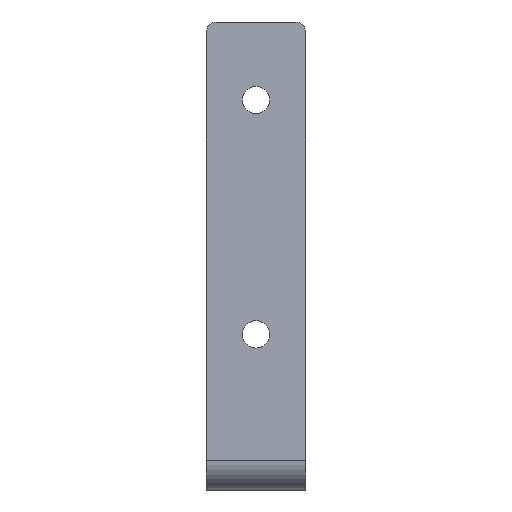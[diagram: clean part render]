
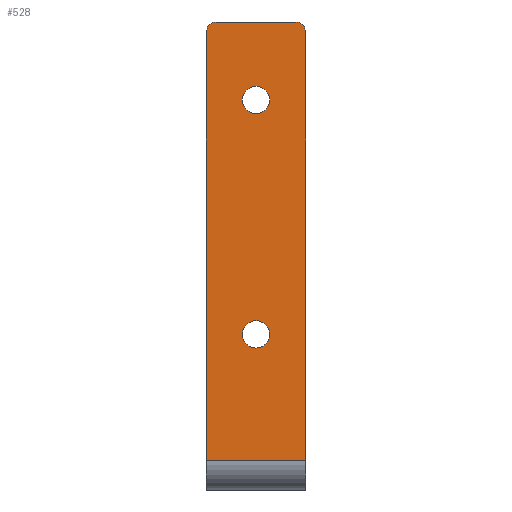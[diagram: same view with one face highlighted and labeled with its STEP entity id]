
A CAD part, left-side view. The second image highlights one B-rep face of the part: STEP entity #528.
In plain terms, the highlighted planar face has unit normal (-1, 0, 0).
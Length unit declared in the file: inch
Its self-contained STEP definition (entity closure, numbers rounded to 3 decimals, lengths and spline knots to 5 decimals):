
#7 = CARTESIAN_POINT ( 'NONE',  ( 0., 0., 0.71567 ) ) ;
#14 = VERTEX_POINT ( 'NONE', #756 ) ;
#29 = CIRCLE ( 'NONE', #385, 0.0689 ) ;
#87 = DIRECTION ( 'NONE',  ( 0., 0., 1. ) ) ;
#96 = VERTEX_POINT ( 'NONE', #225 ) ;
#99 = EDGE_LOOP ( 'NONE', ( #179, #219 ) ) ;
#120 = AXIS2_PLACEMENT_3D ( 'NONE', #296, #362, #371 ) ;
#123 = CIRCLE ( 'NONE', #339, 0.05 ) ;
#143 = AXIS2_PLACEMENT_3D ( 'NONE', #422, #805, #975 ) ;
#151 = DIRECTION ( 'NONE',  ( 0., 0., -1. ) ) ;
#157 = EDGE_LOOP ( 'NONE', ( #625, #881 ) ) ;
#163 = CARTESIAN_POINT ( 'NONE',  ( 0., -0.25, 2.35938 ) ) ;
#175 = FACE_BOUND ( 'NONE', #99, .T. ) ;
#176 = CARTESIAN_POINT ( 'NONE',  ( 0., 0., 1.96567 ) ) ;
#179 = ORIENTED_EDGE ( 'NONE', *, *, #787, .F. ) ;
#180 = LINE ( 'NONE', #406, #935 ) ;
#181 = EDGE_CURVE ( 'NONE', #1007, #14, #229, .T. ) ;
#192 = VERTEX_POINT ( 'NONE', #865 ) ;
#210 = DIRECTION ( 'NONE',  ( -1., 0., 0. ) ) ;
#215 = FACE_BOUND ( 'NONE', #157, .T. ) ;
#217 = ORIENTED_EDGE ( 'NONE', *, *, #363, .F. ) ;
#219 = ORIENTED_EDGE ( 'NONE', *, *, #606, .F. ) ;
#225 = CARTESIAN_POINT ( 'NONE',  ( 0., 0., 2.03457 ) ) ;
#229 = LINE ( 'NONE', #163, #923 ) ;
#231 = AXIS2_PLACEMENT_3D ( 'NONE', #176, #697, #313 ) ;
#257 = EDGE_CURVE ( 'NONE', #96, #911, #364, .T. ) ;
#265 = VERTEX_POINT ( 'NONE', #500 ) ;
#267 = CIRCLE ( 'NONE', #120, 0.05 ) ;
#296 = CARTESIAN_POINT ( 'NONE',  ( 0., 0.2, 2.30938 ) ) ;
#313 = DIRECTION ( 'NONE',  ( 0., 0., 1. ) ) ;
#315 = DIRECTION ( 'NONE',  ( 0., 0., -1. ) ) ;
#317 = LINE ( 'NONE', #611, #751 ) ;
#339 = AXIS2_PLACEMENT_3D ( 'NONE', #526, #922, #1003 ) ;
#362 = DIRECTION ( 'NONE',  ( -1., 0., 0. ) ) ;
#363 = EDGE_CURVE ( 'NONE', #265, #648, #485, .T. ) ;
#364 = CIRCLE ( 'NONE', #143, 0.0689 ) ;
#371 = DIRECTION ( 'NONE',  ( 0., 0., 1. ) ) ;
#385 = AXIS2_PLACEMENT_3D ( 'NONE', #619, #465, #784 ) ;
#394 = DIRECTION ( 'NONE',  ( -1., 0., 0. ) ) ;
#406 = CARTESIAN_POINT ( 'NONE',  ( 0., 0.25, 0.15 ) ) ;
#422 = CARTESIAN_POINT ( 'NONE',  ( 0., 0., 1.96567 ) ) ;
#425 = DIRECTION ( 'NONE',  ( 0., -1., 0. ) ) ;
#442 = DIRECTION ( 'NONE',  ( 0., 0., 1. ) ) ;
#465 = DIRECTION ( 'NONE',  ( -1., 0., 0. ) ) ;
#466 = CARTESIAN_POINT ( 'NONE',  ( 0., 0.25, 2.35938 ) ) ;
#485 = LINE ( 'NONE', #723, #523 ) ;
#496 = ORIENTED_EDGE ( 'NONE', *, *, #659, .T. ) ;
#500 = CARTESIAN_POINT ( 'NONE',  ( 0., 0.2, 2.35938 ) ) ;
#501 = CARTESIAN_POINT ( 'NONE',  ( 0., -0.25, 2.30938 ) ) ;
#518 = VERTEX_POINT ( 'NONE', #7 ) ;
#521 = CARTESIAN_POINT ( 'NONE',  ( 0., -0.2, 2.35938 ) ) ;
#523 = VECTOR ( 'NONE', #425, 39.37008 ) ;
#526 = CARTESIAN_POINT ( 'NONE',  ( 0., -0.2, 2.30938 ) ) ;
#528 = ADVANCED_FACE ( 'NONE', ( #215, #821, #175 ), #863, .T. ) ;
#568 = CARTESIAN_POINT ( 'NONE',  ( 0., 0.25, 0.15 ) ) ;
#580 = CIRCLE ( 'NONE', #637, 0.0689 ) ;
#606 = EDGE_CURVE ( 'NONE', #192, #518, #580, .T. ) ;
#611 = CARTESIAN_POINT ( 'NONE',  ( 0., 0.25, 2.35938 ) ) ;
#619 = CARTESIAN_POINT ( 'NONE',  ( 0., 0., 0.78457 ) ) ;
#625 = ORIENTED_EDGE ( 'NONE', *, *, #824, .F. ) ;
#637 = AXIS2_PLACEMENT_3D ( 'NONE', #1006, #210, #442 ) ;
#641 = DIRECTION ( 'NONE',  ( 0., -1., 0. ) ) ;
#648 = VERTEX_POINT ( 'NONE', #521 ) ;
#656 = EDGE_CURVE ( 'NONE', #775, #929, #317, .T. ) ;
#659 = EDGE_CURVE ( 'NONE', #1007, #648, #123, .T. ) ;
#691 = EDGE_CURVE ( 'NONE', #265, #775, #267, .T. ) ;
#697 = DIRECTION ( 'NONE',  ( -1., 0., 0. ) ) ;
#723 = CARTESIAN_POINT ( 'NONE',  ( 0., 0.25, 2.35938 ) ) ;
#732 = EDGE_LOOP ( 'NONE', ( #789, #496, #217, #763, #831, #754 ) ) ;
#751 = VECTOR ( 'NONE', #151, 39.37008 ) ;
#754 = ORIENTED_EDGE ( 'NONE', *, *, #771, .T. ) ;
#756 = CARTESIAN_POINT ( 'NONE',  ( 0., -0.25, 0.15 ) ) ;
#763 = ORIENTED_EDGE ( 'NONE', *, *, #691, .T. ) ;
#771 = EDGE_CURVE ( 'NONE', #929, #14, #180, .T. ) ;
#775 = VERTEX_POINT ( 'NONE', #954 ) ;
#784 = DIRECTION ( 'NONE',  ( 0., 0., 1. ) ) ;
#785 = CIRCLE ( 'NONE', #231, 0.0689 ) ;
#787 = EDGE_CURVE ( 'NONE', #518, #192, #29, .T. ) ;
#789 = ORIENTED_EDGE ( 'NONE', *, *, #181, .F. ) ;
#805 = DIRECTION ( 'NONE',  ( -1., 0., 0. ) ) ;
#821 = FACE_OUTER_BOUND ( 'NONE', #732, .T. ) ;
#822 = CARTESIAN_POINT ( 'NONE',  ( 0., 0., 1.89678 ) ) ;
#824 = EDGE_CURVE ( 'NONE', #911, #96, #785, .T. ) ;
#831 = ORIENTED_EDGE ( 'NONE', *, *, #656, .T. ) ;
#863 = PLANE ( 'NONE',  #995 ) ;
#865 = CARTESIAN_POINT ( 'NONE',  ( 0., 0., 0.85347 ) ) ;
#881 = ORIENTED_EDGE ( 'NONE', *, *, #257, .F. ) ;
#911 = VERTEX_POINT ( 'NONE', #822 ) ;
#922 = DIRECTION ( 'NONE',  ( -1., 0., 0. ) ) ;
#923 = VECTOR ( 'NONE', #315, 39.37008 ) ;
#929 = VERTEX_POINT ( 'NONE', #568 ) ;
#935 = VECTOR ( 'NONE', #641, 39.37008 ) ;
#954 = CARTESIAN_POINT ( 'NONE',  ( 0., 0.25, 2.30938 ) ) ;
#975 = DIRECTION ( 'NONE',  ( 0., 0., 1. ) ) ;
#995 = AXIS2_PLACEMENT_3D ( 'NONE', #466, #394, #87 ) ;
#1003 = DIRECTION ( 'NONE',  ( 0., 0., 1. ) ) ;
#1006 = CARTESIAN_POINT ( 'NONE',  ( 0., 0., 0.78457 ) ) ;
#1007 = VERTEX_POINT ( 'NONE', #501 ) ;
